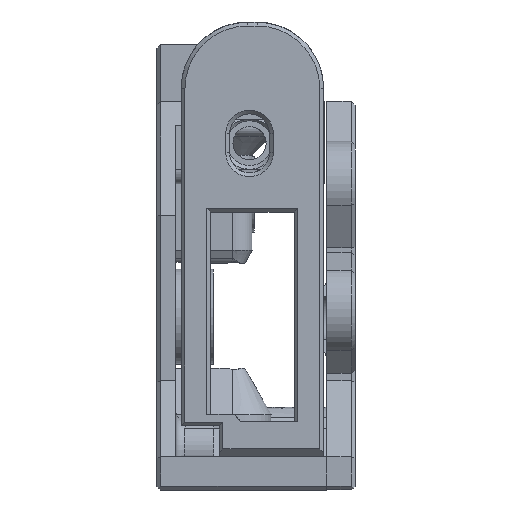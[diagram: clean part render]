
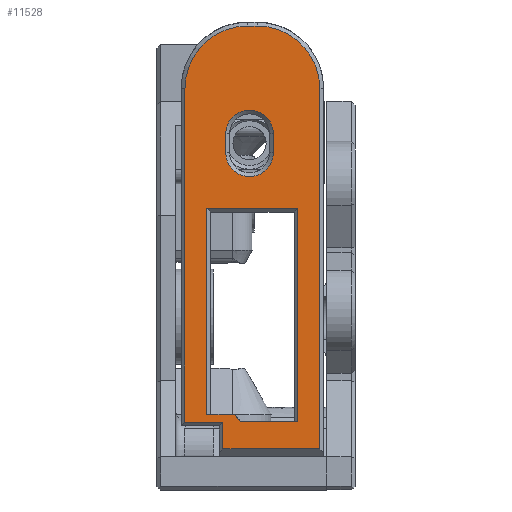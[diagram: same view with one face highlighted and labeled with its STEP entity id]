
A CAD part, front view. The second image highlights one B-rep face of the part: STEP entity #11528.
In plain terms, the highlighted planar face has unit normal (0, -1, -0.005).
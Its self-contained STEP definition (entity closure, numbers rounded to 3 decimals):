
#760=FACE_BOUND('',#1909,.T.);
#761=FACE_BOUND('',#1910,.T.);
#815=CIRCLE('',#12241,6.6);
#816=CIRCLE('',#12242,6.6);
#817=CIRCLE('',#12243,2.5);
#818=CIRCLE('',#12244,2.5);
#1247=FACE_OUTER_BOUND('',#1908,.T.);
#1908=EDGE_LOOP('',(#7636,#7637,#7638,#7639,#7640,#7641,#7642,#7643));
#1909=EDGE_LOOP('',(#7644,#7645,#7646,#7647));
#1910=EDGE_LOOP('',(#7648,#7649,#7650,#7651,#7652,#7653));
#2623=LINE('',#16471,#3644);
#2630=LINE('',#16484,#3651);
#2631=LINE('',#16488,#3652);
#2632=LINE('',#16490,#3653);
#2633=LINE('',#16492,#3654);
#2634=LINE('',#16494,#3655);
#2635=LINE('',#16496,#3656);
#2636=LINE('',#16500,#3657);
#2637=LINE('',#16504,#3658);
#2638=LINE('',#16508,#3659);
#2639=LINE('',#16511,#3660);
#2640=LINE('',#16513,#3661);
#2641=LINE('',#16515,#3662);
#2642=LINE('',#16516,#3663);
#3644=VECTOR('',#13312,10.);
#3651=VECTOR('',#13321,10.);
#3652=VECTOR('',#13324,10.);
#3653=VECTOR('',#13325,10.);
#3654=VECTOR('',#13326,10.);
#3655=VECTOR('',#13327,10.);
#3656=VECTOR('',#13328,10.);
#3657=VECTOR('',#13331,10.);
#3658=VECTOR('',#13334,10.);
#3659=VECTOR('',#13337,10.);
#3660=VECTOR('',#13340,10.);
#3661=VECTOR('',#13341,10.);
#3662=VECTOR('',#13342,10.);
#3663=VECTOR('',#13343,10.);
#4665=VERTEX_POINT('',#16468);
#4666=VERTEX_POINT('',#16470);
#4671=VERTEX_POINT('',#16482);
#4672=VERTEX_POINT('',#16486);
#4673=VERTEX_POINT('',#16487);
#4674=VERTEX_POINT('',#16489);
#4675=VERTEX_POINT('',#16491);
#4676=VERTEX_POINT('',#16493);
#4677=VERTEX_POINT('',#16495);
#4678=VERTEX_POINT('',#16497);
#4679=VERTEX_POINT('',#16499);
#4680=VERTEX_POINT('',#16502);
#4681=VERTEX_POINT('',#16503);
#4682=VERTEX_POINT('',#16505);
#4683=VERTEX_POINT('',#16507);
#4684=VERTEX_POINT('',#16510);
#4685=VERTEX_POINT('',#16512);
#4686=VERTEX_POINT('',#16514);
#5826=EDGE_CURVE('',#4666,#4665,#2623,.T.);
#5833=EDGE_CURVE('',#4671,#4665,#2630,.T.);
#5834=EDGE_CURVE('',#4672,#4673,#2631,.T.);
#5835=EDGE_CURVE('',#4674,#4672,#2632,.T.);
#5836=EDGE_CURVE('',#4675,#4674,#2633,.T.);
#5837=EDGE_CURVE('',#4676,#4675,#2634,.T.);
#5838=EDGE_CURVE('',#4677,#4676,#2635,.T.);
#5839=EDGE_CURVE('',#4678,#4677,#815,.T.);
#5840=EDGE_CURVE('',#4679,#4678,#2636,.T.);
#5841=EDGE_CURVE('',#4673,#4679,#816,.T.);
#5842=EDGE_CURVE('',#4680,#4681,#2637,.T.);
#5843=EDGE_CURVE('',#4682,#4680,#817,.T.);
#5844=EDGE_CURVE('',#4683,#4682,#2638,.T.);
#5845=EDGE_CURVE('',#4681,#4683,#818,.T.);
#5846=EDGE_CURVE('',#4684,#4671,#2639,.T.);
#5847=EDGE_CURVE('',#4685,#4684,#2640,.T.);
#5848=EDGE_CURVE('',#4686,#4685,#2641,.T.);
#5849=EDGE_CURVE('',#4666,#4686,#2642,.T.);
#7636=ORIENTED_EDGE('',*,*,#5834,.F.);
#7637=ORIENTED_EDGE('',*,*,#5835,.F.);
#7638=ORIENTED_EDGE('',*,*,#5836,.F.);
#7639=ORIENTED_EDGE('',*,*,#5837,.F.);
#7640=ORIENTED_EDGE('',*,*,#5838,.F.);
#7641=ORIENTED_EDGE('',*,*,#5839,.F.);
#7642=ORIENTED_EDGE('',*,*,#5840,.F.);
#7643=ORIENTED_EDGE('',*,*,#5841,.F.);
#7644=ORIENTED_EDGE('',*,*,#5842,.F.);
#7645=ORIENTED_EDGE('',*,*,#5843,.F.);
#7646=ORIENTED_EDGE('',*,*,#5844,.F.);
#7647=ORIENTED_EDGE('',*,*,#5845,.F.);
#7648=ORIENTED_EDGE('',*,*,#5833,.F.);
#7649=ORIENTED_EDGE('',*,*,#5846,.F.);
#7650=ORIENTED_EDGE('',*,*,#5847,.F.);
#7651=ORIENTED_EDGE('',*,*,#5848,.F.);
#7652=ORIENTED_EDGE('',*,*,#5849,.F.);
#7653=ORIENTED_EDGE('',*,*,#5826,.T.);
#11230=PLANE('',#12240);
#11528=ADVANCED_FACE('',(#1247,#760,#761),#11230,.T.);
#12240=AXIS2_PLACEMENT_3D('',#16485,#13322,#13323);
#12241=AXIS2_PLACEMENT_3D('',#16498,#13329,#13330);
#12242=AXIS2_PLACEMENT_3D('',#16501,#13332,#13333);
#12243=AXIS2_PLACEMENT_3D('',#16506,#13335,#13336);
#12244=AXIS2_PLACEMENT_3D('',#16509,#13338,#13339);
#13312=DIRECTION('',(-1.,0.,0.));
#13321=DIRECTION('',(0.707,0.004,-0.707));
#13322=DIRECTION('center_axis',(0.,-1.,
-0.005));
#13323=DIRECTION('ref_axis',(0.,0.005,-1.));
#13324=DIRECTION('',(0.,-0.005,1.));
#13325=DIRECTION('',(-1.,0.,0.));
#13326=DIRECTION('',(0.,-0.005,1.));
#13327=DIRECTION('',(-1.,0.,0.));
#13328=DIRECTION('',(0.,0.005,-1.));
#13329=DIRECTION('center_axis',(0.,1.,
0.005));
#13330=DIRECTION('ref_axis',(0.707,-0.004,0.707));
#13331=DIRECTION('',(1.,0.,0.));
#13332=DIRECTION('center_axis',(0.,1.,
0.005));
#13333=DIRECTION('ref_axis',(-0.707,-0.004,0.707));
#13334=DIRECTION('',(0.,-0.005,1.));
#13335=DIRECTION('center_axis',(0.,-1.,
-0.005));
#13336=DIRECTION('ref_axis',(-1.,0.,0.));
#13337=DIRECTION('',(0.,0.005,-1.));
#13338=DIRECTION('center_axis',(0.,-1.,
-0.005));
#13339=DIRECTION('ref_axis',(1.,0.,0.));
#13340=DIRECTION('',(1.,0.,0.));
#13341=DIRECTION('',(0.,0.005,-1.));
#13342=DIRECTION('',(-1.,0.,0.));
#13343=DIRECTION('',(0.,-0.005,1.));
#16468=CARTESIAN_POINT('',(-53.262,1.957,9.919));
#16470=CARTESIAN_POINT('',(-47.262,1.957,9.919));
#16471=CARTESIAN_POINT('',(-53.612,1.957,9.919));
#16482=CARTESIAN_POINT('',(-53.962,1.954,10.619));
#16484=CARTESIAN_POINT('',(-65.817,1.89,22.474));
#16485=CARTESIAN_POINT('Origin',(-59.562,1.725,52.94));
#16486=CARTESIAN_POINT('',(-59.162,1.958,9.86));
#16487=CARTESIAN_POINT('',(-59.162,1.768,44.94));
#16488=CARTESIAN_POINT('',(-59.162,1.797,39.637));
#16489=CARTESIAN_POINT('',(-55.162,1.958,9.86));
#16490=CARTESIAN_POINT('',(-59.562,1.958,9.86));
#16491=CARTESIAN_POINT('',(-55.162,1.973,7.034));
#16492=CARTESIAN_POINT('',(-55.162,1.853,29.19));
#16493=CARTESIAN_POINT('',(-44.962,1.973,7.034));
#16494=CARTESIAN_POINT('',(-52.062,1.973,7.034));
#16495=CARTESIAN_POINT('',(-44.962,1.768,44.94));
#16496=CARTESIAN_POINT('',(-44.962,1.797,39.637));
#16497=CARTESIAN_POINT('',(-51.562,1.733,51.54));
#16498=CARTESIAN_POINT('Origin',(-51.562,1.768,44.94));
#16499=CARTESIAN_POINT('',(-52.562,1.733,51.54));
#16500=CARTESIAN_POINT('',(-59.562,1.733,51.54));
#16501=CARTESIAN_POINT('Origin',(-52.562,1.768,44.94));
#16502=CARTESIAN_POINT('',(-49.862,1.805,38.19));
#16503=CARTESIAN_POINT('',(-49.862,1.794,40.19));
#16504=CARTESIAN_POINT('',(-49.862,1.759,46.565));
#16505=CARTESIAN_POINT('',(-54.862,1.805,38.19));
#16506=CARTESIAN_POINT('Origin',(-52.362,1.805,38.19));
#16507=CARTESIAN_POINT('',(-54.862,1.794,40.19));
#16508=CARTESIAN_POINT('',(-54.862,1.765,45.565));
#16509=CARTESIAN_POINT('Origin',(-52.362,1.794,40.19));
#16510=CARTESIAN_POINT('',(-56.862,1.954,10.619));
#16511=CARTESIAN_POINT('',(-56.462,1.954,10.619));
#16512=CARTESIAN_POINT('',(-56.862,1.836,32.362));
#16513=CARTESIAN_POINT('',(-56.862,1.833,32.929));
#16514=CARTESIAN_POINT('',(-47.262,1.836,32.362));
#16515=CARTESIAN_POINT('',(-58.012,1.836,32.362));
#16516=CARTESIAN_POINT('',(-47.262,1.79,40.951));
